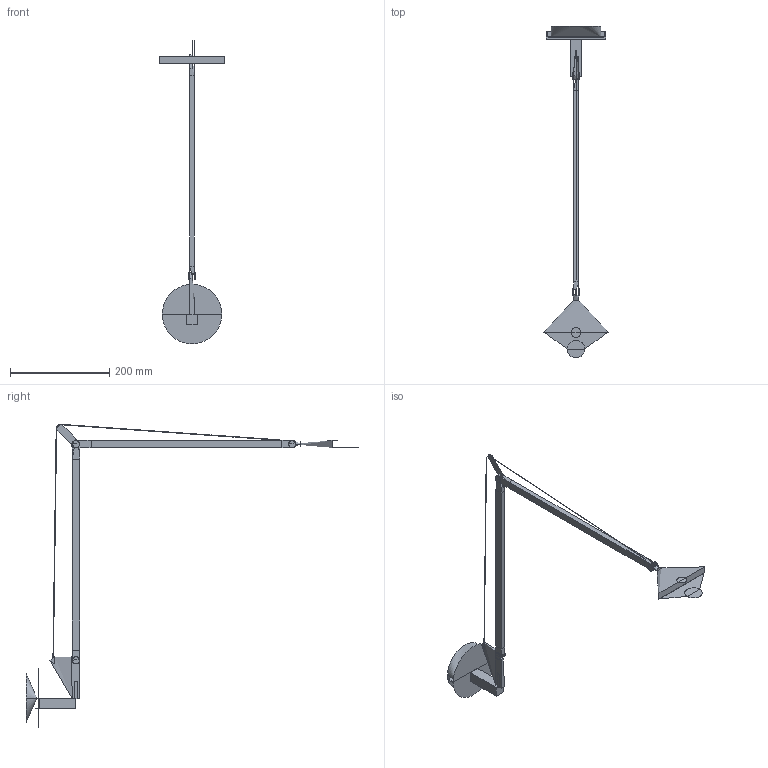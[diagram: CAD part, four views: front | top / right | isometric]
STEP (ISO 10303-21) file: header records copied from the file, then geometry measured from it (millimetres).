
FILE_DESCRIPTION(/* description */ (''),/* implementation_level */ '2;1');
FILE_NAME(/* name */ 'demetra parete',/* time_stamp */ '2016-05-02T12:39:52+02:00',/* author */ (''),/* organization */ (''),/* preprocessor_version */ 'ST-DEVELOPER v15',/* originating_system */ '',/* authorisation */ '');
FILE_SCHEMA (('AUTOMOTIVE_DESIGN'));
Length unit declared in the file: millimetre
Products named in the file (15): Document; Blocco 14; Blocco 13; Blocco 12; Blocco 11; Blocco 10; Blocco 09; Blocco 08; Blocco 07; Blocco 06; Blocco 05; Blocco 04; Blocco 03; Blocco 02; Blocco 01
Assembly tree (14 placements, depth 2):
  Document
    Blocco 14
    Blocco 13
    Blocco 12
    Blocco 11
    Blocco 10
    Blocco 09
    Blocco 08
    Blocco 07
    Blocco 06
    Blocco 05
    Blocco 04
    Blocco 03
    Blocco 02
    Blocco 01
Bounding box: 130 x 668.11 x 610.8 mm (x, y, z)
Surface area: 141569.5 mm2 (no closed solid volume)
Topology: 0 solids, 112 shells, 159 faces, 578 edges, 519 vertices
Faces by surface type: bspline 81, plane 78
Entity records: 8642 total; most frequent: CARTESIAN_POINT 5079, ORIENTED_EDGE 642, EDGE_CURVE 550, VERTEX_POINT 502, DIRECTION 181, B_SPLINE_CURVE_WITH_KNOTS 178, EDGE_LOOP 170, ADVANCED_FACE 159
